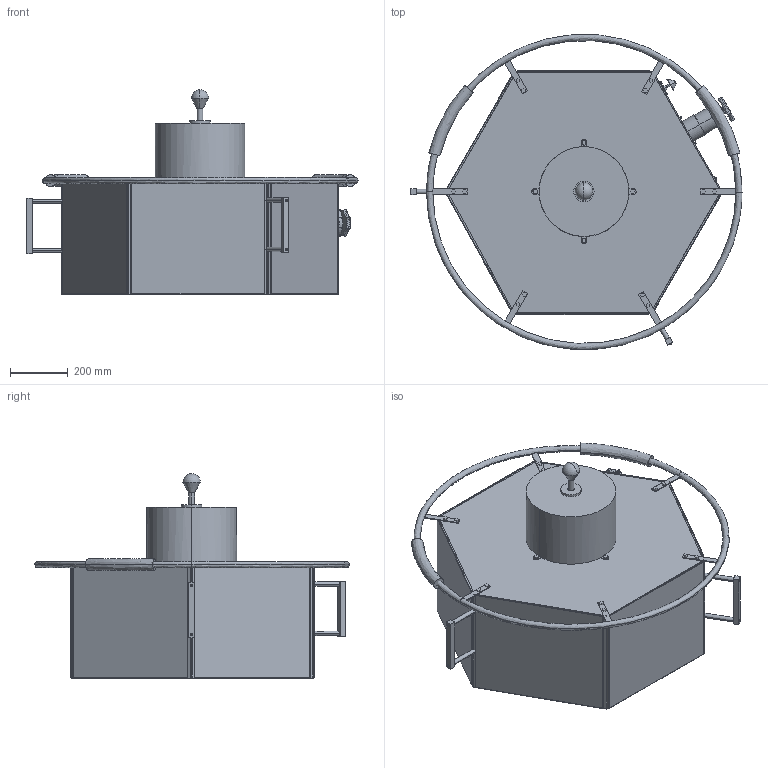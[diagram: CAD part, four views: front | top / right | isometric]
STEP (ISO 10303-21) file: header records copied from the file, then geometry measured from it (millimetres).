
FILE_DESCRIPTION((''),'2;1');
FILE_NAME('OOS_ASM','2016-05-25T',('weis_sa'),(''),'PRO/ENGINEER BY PARAMETRIC TECHNOLOGY CORPORATION, 2015280','PRO/ENGINEER BY PARAMETRIC TECHNOLOGY CORPORATION, 2015280','');
FILE_SCHEMA(('CONFIG_CONTROL_DESIGN'));
Length unit declared in the file: millimetre
Products named in the file (38): OOS_6_ECK; PLATTE_1; PLATTE_2; PATTE_3; PLATTE_5; PLATTE_3A; PLATTE_4; SOLARPANEL_1; SOLARPANEL_3; SOLARPANEL_4; SOLARPANEL_5; SOLARPANEL_6; GRUNDKOERPER_ASM; ZYLINDER_VORDERSEITE; ADAPTER_VORDERSEITE; ADAPTER_AUF_SEITE2; FLANSCH_AUF_SEITE2; VERBINDUNG; VERBINDUNG_VORDERSEITE_ASM; RING; UNTERLEGSCHEIBE; SCHRAUBE_M4_1; SCHRAUBE_M4_2; SCHRAUBE_M4_3; SCHRAUBE_M4_4; SCHRAUBEN_ASM; SCHRAUBE_M5; GRIFF; RUECKSEITE; AUSSEN_6_KANT; SCHRAUBEN_VORDERSEITE_ASM; AUFHAENUNG; UNTERLAGSCHEIBE_15-88; UNTERLAGSCHEIBE_14-64; STREBE; GRIFF_AM_KREIS; ITEM_8000054_BLECHSCHRAUBE_DIN_; OOS_ASM
Assembly tree (70 placements, depth 3):
  OOS_ASM
    GRUNDKOERPER_ASM
      OOS_6_ECK
      PLATTE_1
      PLATTE_2
      PATTE_3
      PLATTE_5
      PLATTE_3A
      PLATTE_4
      SOLARPANEL_1
      SOLARPANEL_3
      SOLARPANEL_4
      SOLARPANEL_5
      SOLARPANEL_6
    ZYLINDER_VORDERSEITE
    ADAPTER_VORDERSEITE
    ADAPTER_AUF_SEITE2
    FLANSCH_AUF_SEITE2
    VERBINDUNG_VORDERSEITE_ASM
      VERBINDUNG  x6
    RING
    SCHRAUBEN_ASM
      UNTERLEGSCHEIBE  x4
      SCHRAUBE_M4_1
      SCHRAUBE_M4_2
      SCHRAUBE_M4_3
      SCHRAUBE_M4_4
    SCHRAUBE_M5  x4
    GRIFF  x2
    RUECKSEITE
    SCHRAUBEN_VORDERSEITE_ASM
      AUSSEN_6_KANT  x13
    AUFHAENUNG
    UNTERLAGSCHEIBE_15-88  x2
    AUSSEN_6_KANT  x3
    UNTERLAGSCHEIBE_14-64
    STREBE  x2
    GRIFF_AM_KREIS  x2
    ITEM_8000054_BLECHSCHRAUBE_DIN_  x4
Bounding box: 1145.73 x 1086.11 x 705.62 mm (x, y, z)
Volume: 38248275.2 mm3; surface area: 6499801.3 mm2
Topology: 66 solids, 74 shells, 823 faces, 1810 edges, 1151 vertices
Faces by surface type: plane 515, cylinder 154, torus 74, bspline 40, cone 30, extrusion 8, sphere 2
Entity records: 17629 total; most frequent: CARTESIAN_POINT 5878, DIRECTION 2484, ORIENTED_EDGE 2112, EDGE_CURVE 1056, AXIS2_PLACEMENT_3D 928, VERTEX_POINT 668, VECTOR 628, LINE 620
